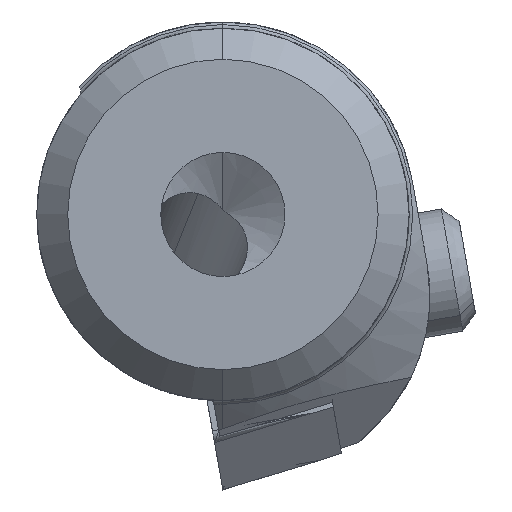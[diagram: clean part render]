
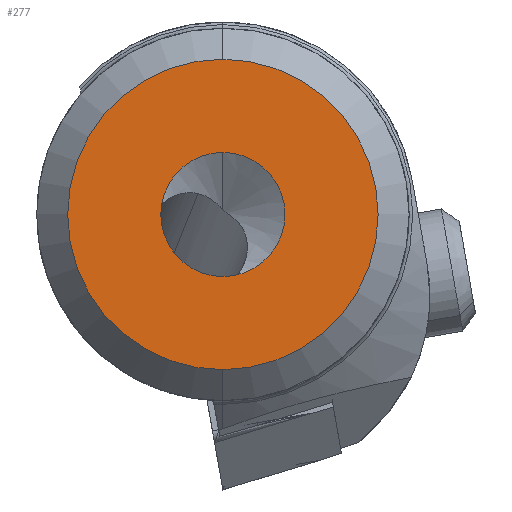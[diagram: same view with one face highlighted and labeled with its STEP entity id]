
A CAD part, left-side view. The second image highlights one B-rep face of the part: STEP entity #277.
In plain terms, the highlighted planar face has unit normal (-1, 0, 0).
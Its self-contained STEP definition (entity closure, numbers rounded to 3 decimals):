
#13 = ORIENTED_EDGE ( 'NONE', *, *, #4896, .F. ) ;
#42 = CIRCLE ( 'NONE', #3083, 5. ) ;
#277 = ADVANCED_FACE ( 'NONE', ( #1317, #3909 ), #2570, .F. ) ;
#470 = DIRECTION ( 'NONE',  ( 0., 0., 1. ) ) ;
#565 = VERTEX_POINT ( 'NONE', #4587 ) ;
#877 = CARTESIAN_POINT ( 'NONE',  ( -145., 0., -5. ) ) ;
#1096 = VERTEX_POINT ( 'NONE', #877 ) ;
#1131 = CARTESIAN_POINT ( 'NONE',  ( -145., 0., -2. ) ) ;
#1295 = CIRCLE ( 'NONE', #2535, 2. ) ;
#1317 = FACE_BOUND ( 'NONE', #2275, .T. ) ;
#1618 = EDGE_CURVE ( 'NONE', #4063, #3734, #1295, .T. ) ;
#1791 = CARTESIAN_POINT ( 'NONE',  ( -145., 2., 0. ) ) ;
#1937 = CARTESIAN_POINT ( 'NONE',  ( -145., 0., 0. ) ) ;
#2077 = DIRECTION ( 'NONE',  ( 0., 0., 1. ) ) ;
#2190 = CARTESIAN_POINT ( 'NONE',  ( -145., 0., 0. ) ) ;
#2213 = CIRCLE ( 'NONE', #4000, 5. ) ;
#2275 = EDGE_LOOP ( 'NONE', ( #13, #5171 ) ) ;
#2277 = DIRECTION ( 'NONE',  ( 0., 0., 1. ) ) ;
#2484 = CIRCLE ( 'NONE', #3723, 2. ) ;
#2529 = EDGE_LOOP ( 'NONE', ( #3588, #4155 ) ) ;
#2535 = AXIS2_PLACEMENT_3D ( 'NONE', #2190, #2672, #470 ) ;
#2570 = PLANE ( 'NONE',  #4221 ) ;
#2581 = CARTESIAN_POINT ( 'NONE',  ( -145., 0., 2. ) ) ;
#2672 = DIRECTION ( 'NONE',  ( -1., 0., 0. ) ) ;
#3056 = EDGE_CURVE ( 'NONE', #565, #1096, #42, .T. ) ;
#3083 = AXIS2_PLACEMENT_3D ( 'NONE', #1937, #4477, #3168 ) ;
#3168 = DIRECTION ( 'NONE',  ( 0., 0., 1. ) ) ;
#3171 = DIRECTION ( 'NONE',  ( -1., 0., 0. ) ) ;
#3489 = DIRECTION ( 'NONE',  ( 1., 0., 0. ) ) ;
#3588 = ORIENTED_EDGE ( 'NONE', *, *, #4724, .T. ) ;
#3723 = AXIS2_PLACEMENT_3D ( 'NONE', #5134, #5081, #2077 ) ;
#3734 = VERTEX_POINT ( 'NONE', #2581 ) ;
#3909 = FACE_OUTER_BOUND ( 'NONE', #2529, .T. ) ;
#4000 = AXIS2_PLACEMENT_3D ( 'NONE', #4375, #3171, #2277 ) ;
#4063 = VERTEX_POINT ( 'NONE', #1131 ) ;
#4155 = ORIENTED_EDGE ( 'NONE', *, *, #3056, .T. ) ;
#4221 = AXIS2_PLACEMENT_3D ( 'NONE', #1791, #3489, #4776 ) ;
#4375 = CARTESIAN_POINT ( 'NONE',  ( -145., 0., 0. ) ) ;
#4477 = DIRECTION ( 'NONE',  ( -1., 0., 0. ) ) ;
#4587 = CARTESIAN_POINT ( 'NONE',  ( -145., 0., 5. ) ) ;
#4724 = EDGE_CURVE ( 'NONE', #1096, #565, #2213, .T. ) ;
#4776 = DIRECTION ( 'NONE',  ( 0., 0., -1. ) ) ;
#4896 = EDGE_CURVE ( 'NONE', #3734, #4063, #2484, .T. ) ;
#5081 = DIRECTION ( 'NONE',  ( -1., 0., 0. ) ) ;
#5134 = CARTESIAN_POINT ( 'NONE',  ( -145., 0., 0. ) ) ;
#5171 = ORIENTED_EDGE ( 'NONE', *, *, #1618, .F. ) ;
